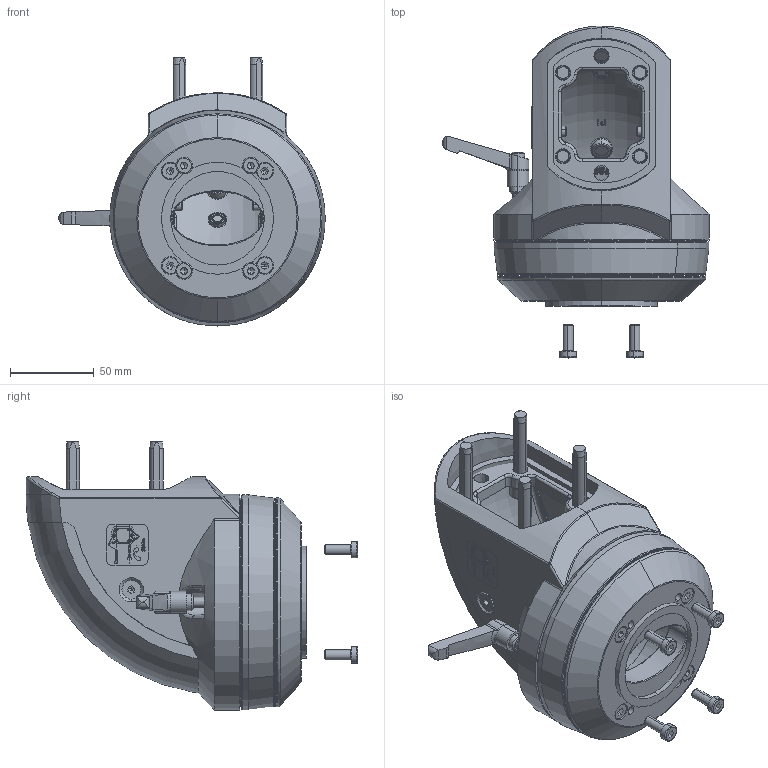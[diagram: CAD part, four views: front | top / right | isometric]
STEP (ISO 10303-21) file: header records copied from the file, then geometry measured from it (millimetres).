
FILE_DESCRIPTION (( 'STEP AP214' ), '1' );
FILE_NAME ('49477502.STEP', '2016-09-14T06:42:16', ( '' ), ( '' ), 'SwSTEP 2.0', 'SolidWorks 2015', '' );
FILE_SCHEMA (( 'AUTOMOTIVE_DESIGN' ));
Length unit declared in the file: millimetre
Products named in the file (28): 93152; 83019; 82398; 94991; 84147; 92446; 82402; 99952; 93673; 99951; 93164; 99950; 12810; 96226; 82400; 41777; 93275; 84341; 93266; 12807; 84063; 12808; 52309_in Winkelkupplung 49477500 eingebaut; 49477502; 92447; 82397; 83266
Assembly tree (40 placements, depth 3):
  99952
  99951
  99950
  96226
  49477502
    12808
    12807
    84341
    41777  x2
    12810
      12810
    93164  x2
    93673  x4
    82402
    92446
    84147
    94991
    52309_in Winkelkupplung 49477500 eingebaut
      82398
      83019  x4
      93152  x4
      83266  x2
      82397
    84063
    93266  x4
    93275  x4
    82400
Bounding box: 159.5 x 198.43 x 160.4 mm (x, y, z)
Volume: 730063.9 mm3; surface area: 242898.5 mm2
Topology: 38 solids, 38 shells, 2518 faces, 6133 edges, 3855 vertices
Faces by surface type: plane 970, bspline 610, cylinder 538, cone 230, torus 166, sphere 4
Entity records: 95188 total; most frequent: CARTESIAN_POINT 45559, ORIENTED_EDGE 10602, DIRECTION 8525, EDGE_CURVE 5301, VERTEX_POINT 3388, AXIS2_PLACEMENT_3D 3051, LINE 2423, VECTOR 2423
